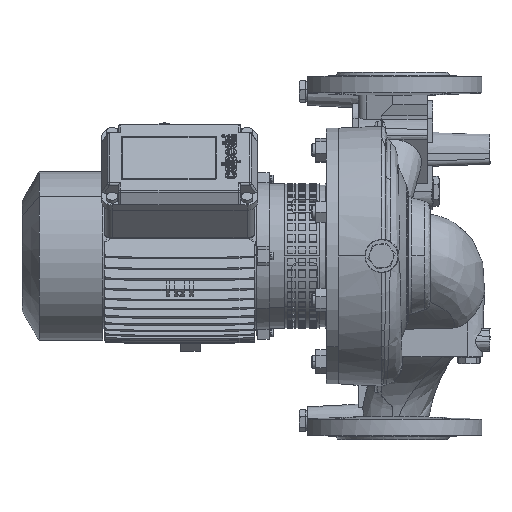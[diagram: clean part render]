
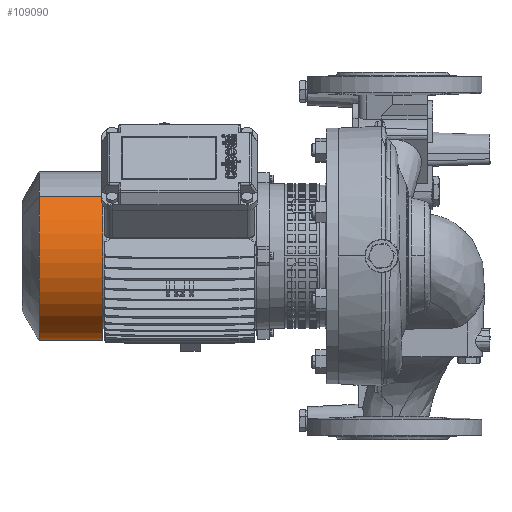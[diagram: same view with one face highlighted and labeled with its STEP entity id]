
A CAD part, left-side view. The second image highlights one B-rep face of the part: STEP entity #109090.
In plain terms, the highlighted cylindrical face has radius 78.3 mm (diameter 156.6 mm), a partial arc.
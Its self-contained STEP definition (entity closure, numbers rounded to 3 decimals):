
#5580 = EDGE_CURVE ( 'NONE', #136511, #252501, #120266, .T. ) ;
#12764 = EDGE_CURVE ( 'NONE', #210651, #204581, #142219, .T. ) ;
#19712 = DIRECTION ( 'NONE',  ( 0., 0., 1. ) ) ;
#28642 = CARTESIAN_POINT ( 'NONE',  ( 0., 78.3, -144.8 ) ) ;
#29174 = DIRECTION ( 'NONE',  ( 0., -1., 0. ) ) ;
#30992 = AXIS2_PLACEMENT_3D ( 'NONE', #272763, #225528, #29174 ) ;
#48680 = CARTESIAN_POINT ( 'NONE',  ( 0., -78.3, -130.238 ) ) ;
#52359 = ORIENTED_EDGE ( 'NONE', *, *, #154664, .F. ) ;
#66959 = CARTESIAN_POINT ( 'NONE',  ( 0., 0., -144.8 ) ) ;
#75404 = ORIENTED_EDGE ( 'NONE', *, *, #12764, .T. ) ;
#86915 = DIRECTION ( 'NONE',  ( 0., 0., 1. ) ) ;
#87033 = CYLINDRICAL_SURFACE ( 'NONE', #133283, 78.3 ) ;
#109090 = ADVANCED_FACE ( 'NONE', ( #259091 ), #87033, .T. ) ;
#120266 = LINE ( 'NONE', #28642, #171072 ) ;
#124910 = CIRCLE ( 'NONE', #179754, 78.3 ) ;
#125520 = ORIENTED_EDGE ( 'NONE', *, *, #5580, .F. ) ;
#127114 = CIRCLE ( 'NONE', #30992, 78.3 ) ;
#132720 = DIRECTION ( 'NONE',  ( 0., -1., 0. ) ) ;
#133283 = AXIS2_PLACEMENT_3D ( 'NONE', #66959, #19712, #241795 ) ;
#136511 = VERTEX_POINT ( 'NONE', #245856 ) ;
#142219 = LINE ( 'NONE', #267039, #251360 ) ;
#143186 = DIRECTION ( 'NONE',  ( 0., 0., 1. ) ) ;
#154664 = EDGE_CURVE ( 'NONE', #252501, #204581, #127114, .T. ) ;
#171072 = VECTOR ( 'NONE', #143186, 1000. ) ;
#179754 = AXIS2_PLACEMENT_3D ( 'NONE', #283275, #86915, #132720 ) ;
#204581 = VERTEX_POINT ( 'NONE', #219868 ) ;
#205012 = EDGE_LOOP ( 'NONE', ( #125520, #253977, #75404, #52359 ) ) ;
#210651 = VERTEX_POINT ( 'NONE', #48680 ) ;
#219868 = CARTESIAN_POINT ( 'NONE',  ( 0., -78.3, -71. ) ) ;
#225528 = DIRECTION ( 'NONE',  ( 0., 0., 1. ) ) ;
#229666 = DIRECTION ( 'NONE',  ( 0., 0., 1. ) ) ;
#241795 = DIRECTION ( 'NONE',  ( 0., -1., 0. ) ) ;
#245856 = CARTESIAN_POINT ( 'NONE',  ( 0., 78.3, -130.238 ) ) ;
#251360 = VECTOR ( 'NONE', #229666, 1000. ) ;
#252501 = VERTEX_POINT ( 'NONE', #262767 ) ;
#253977 = ORIENTED_EDGE ( 'NONE', *, *, #274499, .T. ) ;
#259091 = FACE_OUTER_BOUND ( 'NONE', #205012, .T. ) ;
#262767 = CARTESIAN_POINT ( 'NONE',  ( 0., 78.3, -71. ) ) ;
#267039 = CARTESIAN_POINT ( 'NONE',  ( 0., -78.3, -144.8 ) ) ;
#272763 = CARTESIAN_POINT ( 'NONE',  ( 0., 0., -71. ) ) ;
#274499 = EDGE_CURVE ( 'NONE', #136511, #210651, #124910, .T. ) ;
#283275 = CARTESIAN_POINT ( 'NONE',  ( 0., 0., -130.238 ) ) ;
